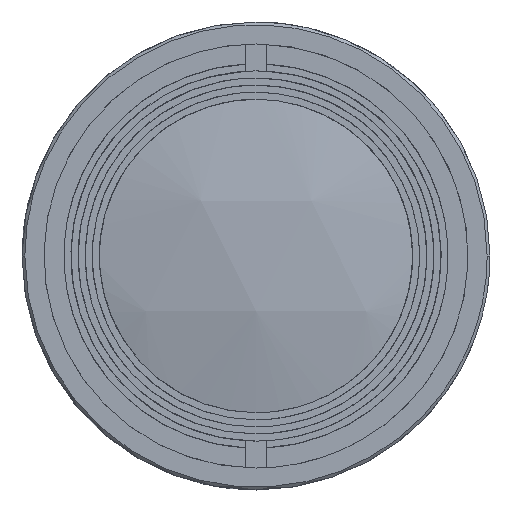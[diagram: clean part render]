
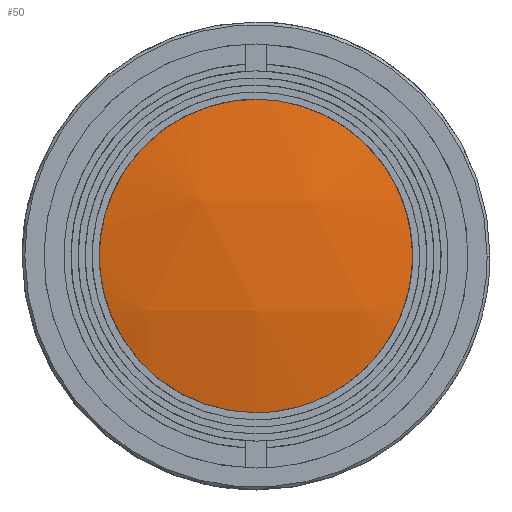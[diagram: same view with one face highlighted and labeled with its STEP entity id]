
A CAD part, left-side view. The second image highlights one B-rep face of the part: STEP entity #50.
In plain terms, the highlighted spherical face has radius 49.12 mm.
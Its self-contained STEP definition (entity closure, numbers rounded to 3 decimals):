
#50 = ADVANCED_FACE ( 'NONE', ( #10798 ), #18882, .T. ) ;
#981 = CARTESIAN_POINT ( 'NONE',  ( -36.502, -11.333, -3.046 ) ) ;
#1001 = CARTESIAN_POINT ( 'NONE',  ( -36.502, -10.167, 5.86 ) ) ;
#1130 = CARTESIAN_POINT ( 'NONE',  ( -36.502, -5.86, 10.167 ) ) ;
#1262 = CARTESIAN_POINT ( 'NONE',  ( -36.502, -9.305, 7.151 ) ) ;
#1735 = AXIS2_PLACEMENT_3D ( 'NONE', #24799, #16702, #24660 ) ;
#2969 = CARTESIAN_POINT ( 'NONE',  ( -36.502, -11.333, 3.046 ) ) ;
#4489 = CARTESIAN_POINT ( 'NONE',  ( -36.502, -3.046, -11.333 ) ) ;
#5284 = VERTEX_POINT ( 'NONE', #9296 ) ;
#5535 = EDGE_CURVE ( 'NONE', #5284, #10831, #7156, .T. ) ;
#5987 = ORIENTED_EDGE ( 'NONE', *, *, #15617, .T. ) ;
#6217 = ORIENTED_EDGE ( 'NONE', *, *, #23699, .T. ) ;
#7156 = CIRCLE ( 'NONE', #1735, 11.636 ) ;
#8386 = CARTESIAN_POINT ( 'NONE',  ( -36.502, -10.167, -5.86 ) ) ;
#8649 = CARTESIAN_POINT ( 'NONE',  ( -36.502, 0., -11.636 ) ) ;
#8915 = VERTEX_POINT ( 'NONE', #12259 ) ;
#9296 = CARTESIAN_POINT ( 'NONE',  ( -36.502, 0., 11.636 ) ) ;
#10536 = DIRECTION ( 'NONE',  ( 0., 0., 1. ) ) ;
#10621 = CARTESIAN_POINT ( 'NONE',  ( -36.502, -9.305, -7.151 ) ) ;
#10798 = FACE_OUTER_BOUND ( 'NONE', #24791, .T. ) ;
#10831 = VERTEX_POINT ( 'NONE', #25680 ) ;
#11174 = CARTESIAN_POINT ( 'NONE',  ( -36.502, -11.636, 0. ) ) ;
#12259 = CARTESIAN_POINT ( 'NONE',  ( -36.502, -11.636, 0. ) ) ;
#12307 = CARTESIAN_POINT ( 'NONE',  ( -36.502, -7.151, -9.305 ) ) ;
#12565 = CARTESIAN_POINT ( 'NONE',  ( -36.502, -1.523, -11.636 ) ) ;
#12850 = CARTESIAN_POINT ( 'NONE',  ( -36.502, -3.046, 11.333 ) ) ;
#14843 = DIRECTION ( 'NONE',  ( 0., 1., 0. ) ) ;
#14947 = CARTESIAN_POINT ( 'NONE',  ( -36.502, -1.523, 11.636 ) ) ;
#15617 = EDGE_CURVE ( 'NONE', #10831, #8915, #20550, .T. ) ;
#16631 = CARTESIAN_POINT ( 'NONE',  ( -36.502, 0., 11.636 ) ) ;
#16657 = AXIS2_PLACEMENT_3D ( 'NONE', #20439, #10536, #14843 ) ;
#16702 = DIRECTION ( 'NONE',  ( -1., 0., 0. ) ) ;
#18574 = CARTESIAN_POINT ( 'NONE',  ( -36.502, -11.636, -1.523 ) ) ;
#18697 = CARTESIAN_POINT ( 'NONE',  ( -36.502, -11.636, 0. ) ) ;
#18882 = SPHERICAL_SURFACE ( 'NONE', #16657, 49.12 ) ;
#19116 = CARTESIAN_POINT ( 'NONE',  ( -36.502, -11.636, 1.523 ) ) ;
#19915 = ORIENTED_EDGE ( 'NONE', *, *, #5535, .T. ) ;
#20439 = CARTESIAN_POINT ( 'NONE',  ( 11.22, 0., 0. ) ) ;
#20550 = B_SPLINE_CURVE_WITH_KNOTS ( 'NONE', 3,
 ( #8649, #12565, #4489, #22475, #12307, #10621, #8386, #981, #18574, #18697 ),
 .UNSPECIFIED., .F., .F.,
 ( 4, 2, 2, 2, 4 ),
 ( 0., 0.25, 0.5, 0.75, 1. ),
 .UNSPECIFIED. ) ;
#22475 = CARTESIAN_POINT ( 'NONE',  ( -36.502, -5.86, -10.167 ) ) ;
#23699 = EDGE_CURVE ( 'NONE', #8915, #5284, #25364, .T. ) ;
#24660 = DIRECTION ( 'NONE',  ( 0., 0., -1. ) ) ;
#24791 = EDGE_LOOP ( 'NONE', ( #19915, #5987, #6217 ) ) ;
#24799 = CARTESIAN_POINT ( 'NONE',  ( -36.502, 0., 0. ) ) ;
#24863 = CARTESIAN_POINT ( 'NONE',  ( -36.502, -7.151, 9.305 ) ) ;
#25364 = B_SPLINE_CURVE_WITH_KNOTS ( 'NONE', 3,
 ( #11174, #19116, #2969, #1001, #1262, #24863, #1130, #12850, #14947, #16631 ),
 .UNSPECIFIED., .F., .F.,
 ( 4, 2, 2, 2, 4 ),
 ( 0., 0.25, 0.5, 0.75, 1. ),
 .UNSPECIFIED. ) ;
#25680 = CARTESIAN_POINT ( 'NONE',  ( -36.502, 0., -11.636 ) ) ;
